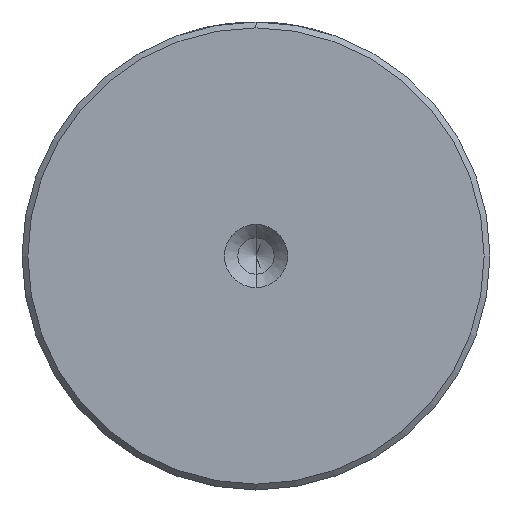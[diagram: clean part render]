
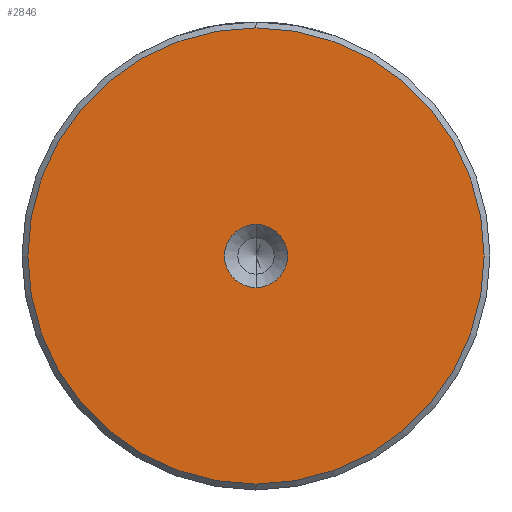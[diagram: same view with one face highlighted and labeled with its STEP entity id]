
A CAD part, left-side view. The second image highlights one B-rep face of the part: STEP entity #2846.
In plain terms, the highlighted planar face has unit normal (-1, 0, 0).
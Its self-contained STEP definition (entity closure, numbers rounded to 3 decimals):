
#33 = DIRECTION ( 'NONE',  ( 0., 0., 1. ) ) ;
#52 = DIRECTION ( 'NONE',  ( 0., 0., 1. ) ) ;
#268 = DIRECTION ( 'NONE',  ( 0., 0., 1. ) ) ;
#302 = ORIENTED_EDGE ( 'NONE', *, *, #995, .T. ) ;
#564 = VERTEX_POINT ( 'NONE', #1406 ) ;
#701 = CIRCLE ( 'NONE', #934, 19.5 ) ;
#915 = AXIS2_PLACEMENT_3D ( 'NONE', #2424, #1106, #2647 ) ;
#934 = AXIS2_PLACEMENT_3D ( 'NONE', #2684, #1373, #33 ) ;
#967 = CARTESIAN_POINT ( 'NONE',  ( 0., 0., 0. ) ) ;
#995 = EDGE_CURVE ( 'NONE', #2423, #2796, #1029, .T. ) ;
#1029 = CIRCLE ( 'NONE', #2091, 19.5 ) ;
#1051 = ORIENTED_EDGE ( 'NONE', *, *, #2283, .F. ) ;
#1106 = DIRECTION ( 'NONE',  ( -1., 0., 0. ) ) ;
#1197 = DIRECTION ( 'NONE',  ( 0., 0., 1. ) ) ;
#1278 = FACE_OUTER_BOUND ( 'NONE', #1892, .T. ) ;
#1359 = CARTESIAN_POINT ( 'NONE',  ( 0., 0., -2.7 ) ) ;
#1373 = DIRECTION ( 'NONE',  ( -1., 0., 0. ) ) ;
#1378 = EDGE_CURVE ( 'NONE', #2796, #2423, #701, .T. ) ;
#1385 = DIRECTION ( 'NONE',  ( -1., 0., 0. ) ) ;
#1406 = CARTESIAN_POINT ( 'NONE',  ( 0., 0., 2.7 ) ) ;
#1556 = AXIS2_PLACEMENT_3D ( 'NONE', #2483, #1611, #268 ) ;
#1611 = DIRECTION ( 'NONE',  ( -1., 0., 0. ) ) ;
#1649 = CIRCLE ( 'NONE', #2686, 2.7 ) ;
#1892 = EDGE_LOOP ( 'NONE', ( #302, #2456 ) ) ;
#2058 = CIRCLE ( 'NONE', #915, 2.7 ) ;
#2091 = AXIS2_PLACEMENT_3D ( 'NONE', #2697, #1385, #52 ) ;
#2120 = EDGE_LOOP ( 'NONE', ( #2696, #1051 ) ) ;
#2217 = CARTESIAN_POINT ( 'NONE',  ( 0., 0., 19.5 ) ) ;
#2247 = CARTESIAN_POINT ( 'NONE',  ( 0., 0., -19.5 ) ) ;
#2269 = PLANE ( 'NONE',  #1556 ) ;
#2283 = EDGE_CURVE ( 'NONE', #2397, #564, #2058, .T. ) ;
#2397 = VERTEX_POINT ( 'NONE', #1359 ) ;
#2423 = VERTEX_POINT ( 'NONE', #2247 ) ;
#2424 = CARTESIAN_POINT ( 'NONE',  ( 0., 0., 0. ) ) ;
#2436 = FACE_BOUND ( 'NONE', #2120, .T. ) ;
#2456 = ORIENTED_EDGE ( 'NONE', *, *, #1378, .T. ) ;
#2468 = EDGE_CURVE ( 'NONE', #564, #2397, #1649, .T. ) ;
#2483 = CARTESIAN_POINT ( 'NONE',  ( 0., 0., 0. ) ) ;
#2505 = DIRECTION ( 'NONE',  ( -1., 0., 0. ) ) ;
#2647 = DIRECTION ( 'NONE',  ( 0., 0., 1. ) ) ;
#2684 = CARTESIAN_POINT ( 'NONE',  ( 0., 0., 0. ) ) ;
#2686 = AXIS2_PLACEMENT_3D ( 'NONE', #967, #2505, #1197 ) ;
#2696 = ORIENTED_EDGE ( 'NONE', *, *, #2468, .F. ) ;
#2697 = CARTESIAN_POINT ( 'NONE',  ( 0., 0., 0. ) ) ;
#2796 = VERTEX_POINT ( 'NONE', #2217 ) ;
#2846 = ADVANCED_FACE ( 'NONE', ( #1278, #2436 ), #2269, .T. ) ;
